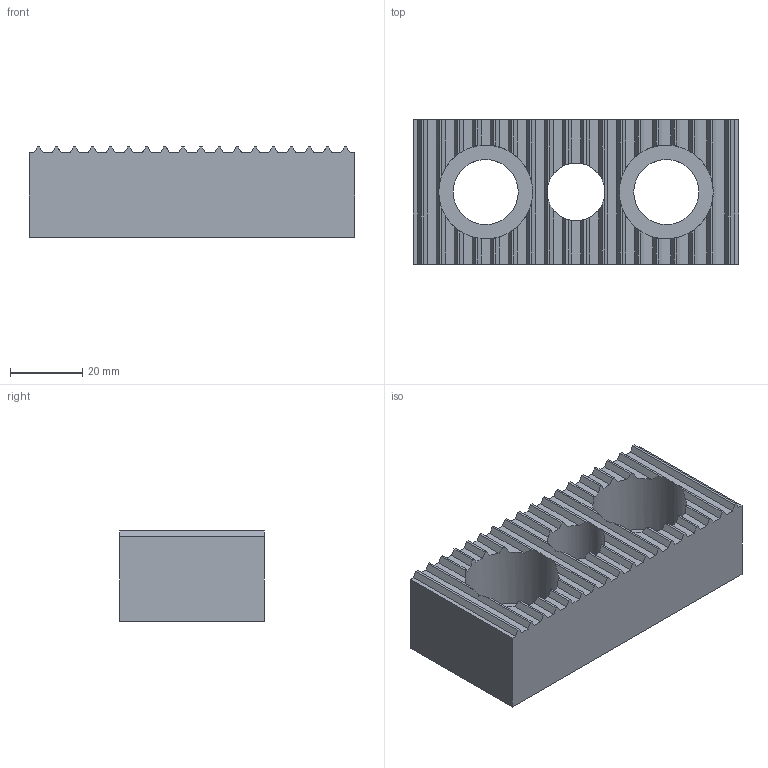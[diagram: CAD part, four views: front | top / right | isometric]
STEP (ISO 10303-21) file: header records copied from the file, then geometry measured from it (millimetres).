
FILE_DESCRIPTION (( 'STEP AP203' ), '1' );
FILE_NAME ('bj500-16025.STEP', '2021-10-24T23:53:24', ( '' ), ( '' ), 'SwSTEP 2.0', 'SolidWorks 2020', '' );
FILE_SCHEMA (( 'CONFIG_CONTROL_DESIGN' ));
Length unit declared in the file: millimetre
Products named in the file (1): bj500-16025
Bounding box: 90 x 40 x 25 mm (x, y, z)
Volume: 59062.6 mm3; surface area: 17684.5 mm2
Topology: 1 solids, 1 shells, 145 faces, 432 edges, 288 vertices
Faces by surface type: plane 135, cylinder 10
Entity records: 4927 total; most frequent: CARTESIAN_POINT 1058, ORIENTED_EDGE 864, DIRECTION 732, EDGE_CURVE 432, LINE 296, VECTOR 296, VERTEX_POINT 288, AXIS2_PLACEMENT_3D 218
